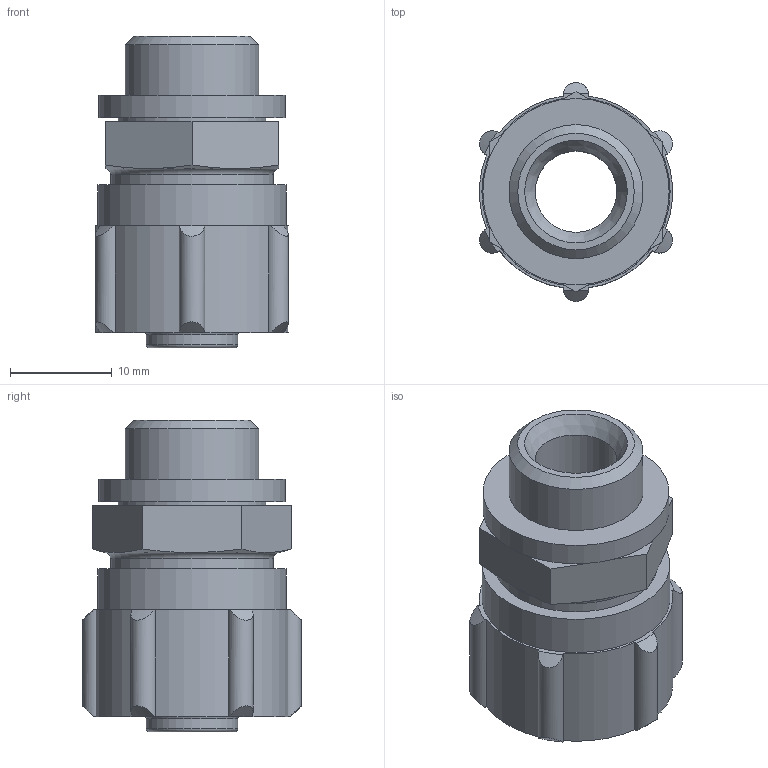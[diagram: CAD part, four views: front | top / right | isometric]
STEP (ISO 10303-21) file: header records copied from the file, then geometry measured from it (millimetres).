
FILE_DESCRIPTION(/* description */ ('STEP AP214'),/* implementation_level */ '2;1');
FILE_NAME(/* name */ '2031_CK-1_4-PK-9',/* time_stamp */ '2024-08-05T17:30:24+02:00',/* author */ ('License CC BY-ND 4.0'),/* organization */ ('CADENAS'),/* preprocessor_version */ 'ST-DEVELOPER v19.3',/* originating_system */ 'PARTsolutions',/* authorisation */ ' ');
FILE_SCHEMA (('AUTOMOTIVE_DESIGN {1 0 10303 214 3 1 1}'));
Length unit declared in the file: millimetre
Products named in the file (1): 2031 CK-1/4-PK-9
Bounding box: 18.95 x 21.5 x 30.6 mm (x, y, z)
Volume: 4970 mm3; surface area: 3933.9 mm2
Topology: 1 solids, 1 shells, 61 faces, 144 edges, 93 vertices
Faces by surface type: cylinder 23, cone 18, plane 16, torus 4
Full cylindrical faces by diameter (mm): 8 x1, 9 x1, 9.6 x1, 10.3 x1, 11.6 x1, 13.157 x1, 14.473 x1, 14.917 x1, 16 x1, 18.3 x1, 18.5 x1
Entity records: 2181 total; most frequent: CARTESIAN_POINT 390, DIRECTION 302, ORIENTED_EDGE 238, AXIS2_PLACEMENT_3D 139, EDGE_CURVE 119, EDGE_LOOP 92, FACE_BOUND 92, VERTEX_POINT 89
